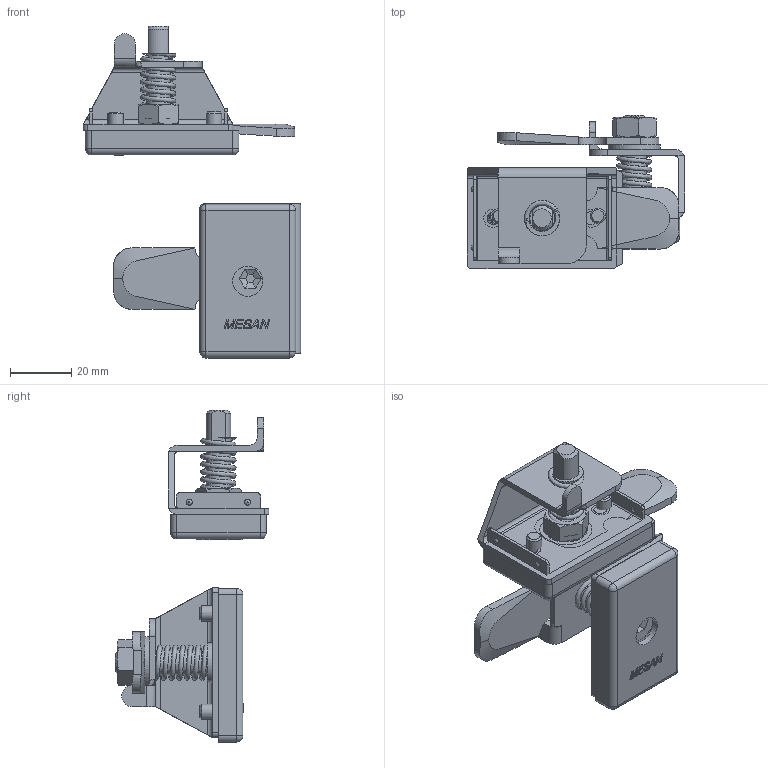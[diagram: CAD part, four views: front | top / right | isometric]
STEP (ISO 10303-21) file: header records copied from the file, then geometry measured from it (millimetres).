
FILE_DESCRIPTION( ( 'STEP AP203' ), '1' );
FILE_NAME( ' ', ' ', ( ' ' ), ( ' ' ), 'PSStep 10.0', ' ', ' ' );
FILE_SCHEMA( ( 'CONFIG_CONTROL_DESIGN' ) );
Length unit declared in the file: millimetre
Products named in the file (11): Assem1; 1; 2; 3; 4; 5; 6; 7; 8; 9; 10
Bounding box: 70.75 x 50 x 108.1 mm (x, y, z)
Volume: 37311.9 mm3; surface area: 42953.1 mm2
Topology: 20 solids, 20 shells, 1084 faces, 2618 edges, 1608 vertices
Faces by surface type: plane 736, cylinder 246, cone 46, bspline 28, sphere 16, extrusion 12
Full cylindrical faces by diameter (mm): 4.2 x4, 5 x4, 6 x4, 6.75 x2, 7.9 x4, 8 x4, 8.4 x2, 8.5 x2, 9.8 x2, 10 x4, 13 x2, 13.4 x2, 14 x2, 17 x2
Entity records: 18356 total; most frequent: CARTESIAN_POINT 5300, DIRECTION 2723, ORIENTED_EDGE 2524, EDGE_CURVE 1262, AXIS2_PLACEMENT_3D 1052, VERTEX_POINT 793, VECTOR 619, EDGE_LOOP 617
